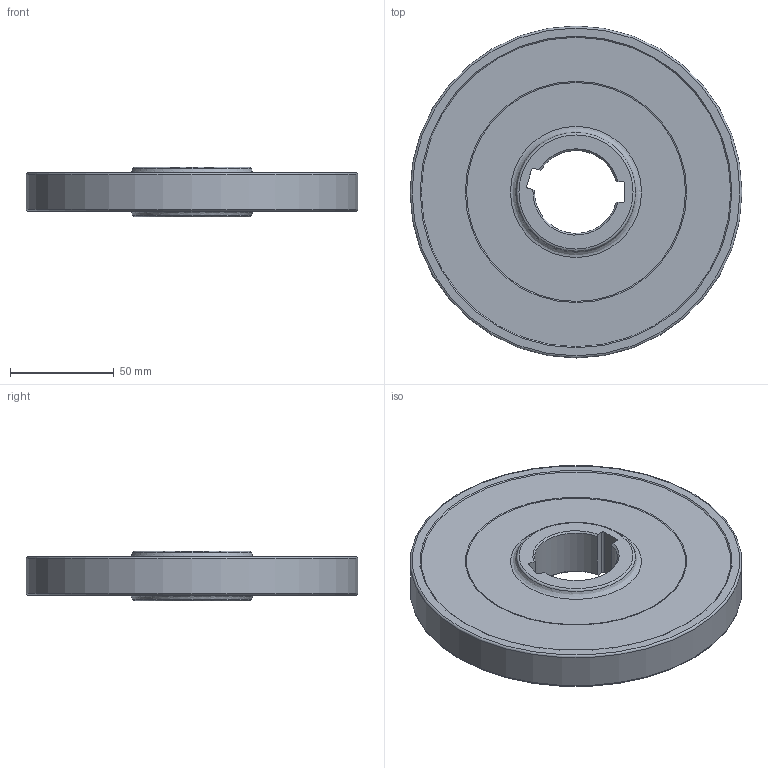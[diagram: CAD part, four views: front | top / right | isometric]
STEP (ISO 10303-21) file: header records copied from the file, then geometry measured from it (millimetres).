
FILE_DESCRIPTION(/* description */ (''),/* implementation_level */ '2;1');
FILE_NAME(/* name */ '335.18-160.1924.40-5N.stp',/* time_stamp */ '2017-09-14T10:20:38+06:00',/* author */ (''),/* organization */ (''),/* preprocessor_version */ 'ST-DEVELOPER v16',/* originating_system */ 'SIEMENS PLM Software NX 11.0',/* authorisation */ '');
FILE_SCHEMA (('AUTOMOTIVE_DESIGN { 1 0 10303 214 3 1 1 1 }'));
Length unit declared in the file: millimetre
Products named in the file (1): 335.18-160.1924.40-5N
Bounding box: 160 x 160 x 24.01 mm (x, y, z)
Volume: 367246.7 mm3; surface area: 69813.1 mm2
Topology: 2 solids, 2 shells, 43 faces, 94 edges, 59 vertices
Faces by surface type: plane 14, cone 10, cylinder 9, revolution 8, torus 2
Full cylindrical faces by diameter (mm): 149.2 x1, 156.633 x1, 160 x1
Entity records: 1185 total; most frequent: CARTESIAN_POINT 235, DIRECTION 194, ORIENTED_EDGE 148, AXIS2_PLACEMENT_3D 81, EDGE_CURVE 74, EDGE_LOOP 70, VERTEX_POINT 58, FACE_BOUND 54
